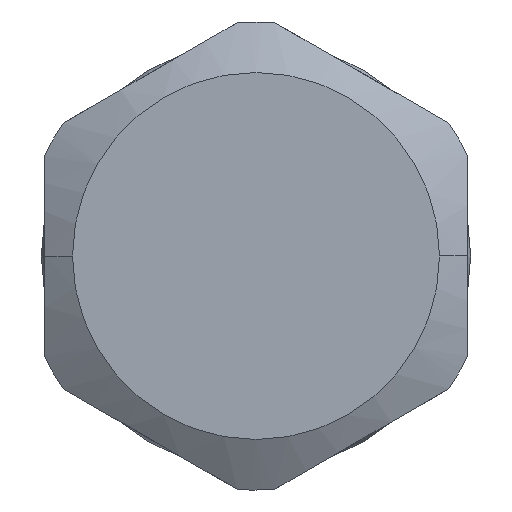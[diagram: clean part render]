
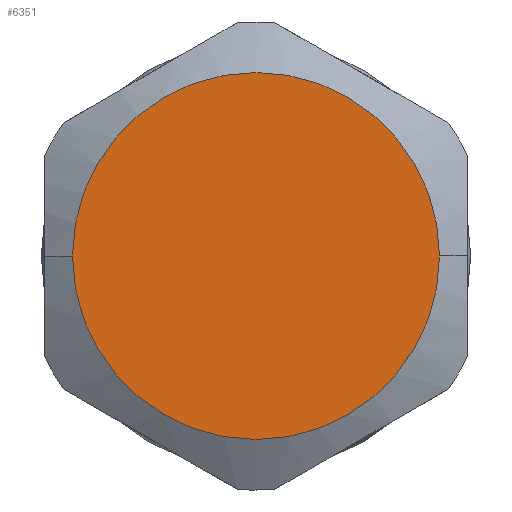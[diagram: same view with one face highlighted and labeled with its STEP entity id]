
A CAD part, left-side view. The second image highlights one B-rep face of the part: STEP entity #6351.
In plain terms, the highlighted planar face has unit normal (-1, 0, 0).
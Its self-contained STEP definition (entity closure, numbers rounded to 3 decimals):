
#264 = CARTESIAN_POINT ( 'NONE',  ( -31.246, 9.642, 0. ) ) ;
#519 = DIRECTION ( 'NONE',  ( 0., 1., 0. ) ) ;
#1258 = CARTESIAN_POINT ( 'NONE',  ( -31.246, 0., 0. ) ) ;
#1640 = ORIENTED_EDGE ( 'NONE', *, *, #2319, .T. ) ;
#1647 = CIRCLE ( 'NONE', #8011, 9.642 ) ;
#2319 = EDGE_CURVE ( 'NONE', #4883, #7134, #3376, .T. ) ;
#2386 = CARTESIAN_POINT ( 'NONE',  ( -31.246, -9.642, 0. ) ) ;
#2642 = CARTESIAN_POINT ( 'NONE',  ( -31.246, 0., 0. ) ) ;
#3376 = CIRCLE ( 'NONE', #5865, 9.642 ) ;
#4587 = PLANE ( 'NONE',  #7612 ) ;
#4647 = CARTESIAN_POINT ( 'NONE',  ( -31.246, 0., -9.5 ) ) ;
#4883 = VERTEX_POINT ( 'NONE', #264 ) ;
#5314 = DIRECTION ( 'NONE',  ( 0., -1., 0. ) ) ;
#5656 = DIRECTION ( 'NONE',  ( 0., 1., 0. ) ) ;
#5865 = AXIS2_PLACEMENT_3D ( 'NONE', #2642, #6336, #5656 ) ;
#6060 = DIRECTION ( 'NONE',  ( 1., 0., 0. ) ) ;
#6336 = DIRECTION ( 'NONE',  ( -1., 0., 0. ) ) ;
#6351 = ADVANCED_FACE ( 'NONE', ( #9198 ), #4587, .F. ) ;
#7134 = VERTEX_POINT ( 'NONE', #2386 ) ;
#7570 = EDGE_LOOP ( 'NONE', ( #8560, #1640 ) ) ;
#7612 = AXIS2_PLACEMENT_3D ( 'NONE', #4647, #6060, #5314 ) ;
#8011 = AXIS2_PLACEMENT_3D ( 'NONE', #1258, #9426, #519 ) ;
#8560 = ORIENTED_EDGE ( 'NONE', *, *, #8678, .T. ) ;
#8678 = EDGE_CURVE ( 'NONE', #7134, #4883, #1647, .T. ) ;
#9198 = FACE_OUTER_BOUND ( 'NONE', #7570, .T. ) ;
#9426 = DIRECTION ( 'NONE',  ( -1., 0., 0. ) ) ;
